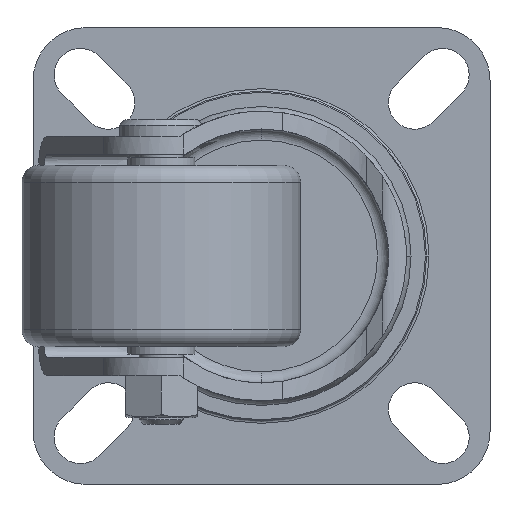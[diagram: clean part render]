
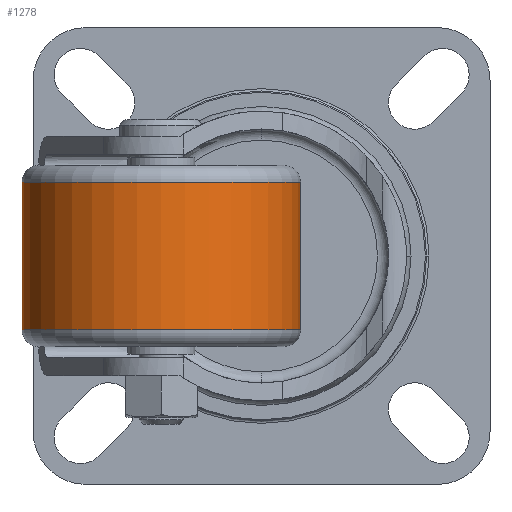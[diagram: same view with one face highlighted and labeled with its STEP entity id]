
A CAD part, front view. The second image highlights one B-rep face of the part: STEP entity #1278.
In plain terms, the highlighted cylindrical face has radius 25 mm (diameter 50 mm), a partial arc.
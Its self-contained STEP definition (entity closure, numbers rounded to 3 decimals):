
#354 = CARTESIAN_POINT ( 'NONE',  ( -18., -53., -13.25 ) ) ;
#355 = DIRECTION ( 'NONE',  ( 0., 0., 1. ) ) ;
#356 = DIRECTION ( 'NONE',  ( 1., 0., 0. ) ) ;
#378 = CARTESIAN_POINT ( 'NONE',  ( -18., -53., 13.25 ) ) ;
#379 = DIRECTION ( 'NONE',  ( 0., 0., 1. ) ) ;
#380 = DIRECTION ( 'NONE',  ( 1., 0., 0. ) ) ;
#922 = LINE ( 'NONE', #923, #3762 ) ;
#923 = CARTESIAN_POINT ( 'NONE',  ( -43., -53., 18.3 ) ) ;
#924 = DIRECTION ( 'NONE',  ( 0., 0., 1. ) ) ;
#1035 = CARTESIAN_POINT ( 'NONE',  ( -18., -53., 18.3 ) ) ;
#1036 = DIRECTION ( 'NONE',  ( 0., 0., 1. ) ) ;
#1037 = DIRECTION ( 'NONE',  ( 1., 0., 0. ) ) ;
#1251 = EDGE_CURVE ( 'NONE', #2128, #2115, #922, .T. ) ;
#1278 = ADVANCED_FACE ( 'NONE', ( #3800 ), #3804, .T. ) ;
#1401 = EDGE_CURVE ( 'NONE', #2128, #2119, #3900, .T. ) ;
#1409 = EDGE_CURVE ( 'NONE', #2115, #2123, #3908, .T. ) ;
#1712 = EDGE_CURVE ( 'NONE', #2119, #2123, #2615, .T. ) ;
#2115 = VERTEX_POINT ( 'NONE', #2639 ) ;
#2119 = VERTEX_POINT ( 'NONE', #2643 ) ;
#2123 = VERTEX_POINT ( 'NONE', #2647 ) ;
#2128 = VERTEX_POINT ( 'NONE', #2652 ) ;
#2199 = EDGE_LOOP ( 'NONE', ( #3380, #3381, #3382, #3378 ) ) ;
#2615 = LINE ( 'NONE', #2616, #4188 ) ;
#2616 = CARTESIAN_POINT ( 'NONE',  ( 7., -53., 18.3 ) ) ;
#2617 = DIRECTION ( 'NONE',  ( 0., 0., 1. ) ) ;
#2639 = CARTESIAN_POINT ( 'NONE',  ( -43., -53., 13.25 ) ) ;
#2643 = CARTESIAN_POINT ( 'NONE',  ( 7., -53., -13.25 ) ) ;
#2647 = CARTESIAN_POINT ( 'NONE',  ( 7., -53., 13.25 ) ) ;
#2652 = CARTESIAN_POINT ( 'NONE',  ( -43., -53., -13.25 ) ) ;
#3378 = ORIENTED_EDGE ( 'NONE', *, *, #1409, .F. ) ;
#3380 = ORIENTED_EDGE ( 'NONE', *, *, #1251, .F. ) ;
#3381 = ORIENTED_EDGE ( 'NONE', *, *, #1401, .T. ) ;
#3382 = ORIENTED_EDGE ( 'NONE', *, *, #1712, .T. ) ;
#3762 = VECTOR ( 'NONE', #924, 1000. ) ;
#3800 = FACE_OUTER_BOUND ( 'NONE', #2199, .T. ) ;
#3803 = AXIS2_PLACEMENT_3D ( 'NONE', #1035, #1036, #1037 ) ;
#3804 = CYLINDRICAL_SURFACE ( 'NONE', #3803, 25. ) ;
#3900 = CIRCLE ( 'NONE', #4024, 25. ) ;
#3908 = CIRCLE ( 'NONE', #4032, 25. ) ;
#4024 = AXIS2_PLACEMENT_3D ( 'NONE', #354, #355, #356 ) ;
#4032 = AXIS2_PLACEMENT_3D ( 'NONE', #378, #379, #380 ) ;
#4188 = VECTOR ( 'NONE', #2617, 1000. ) ;
